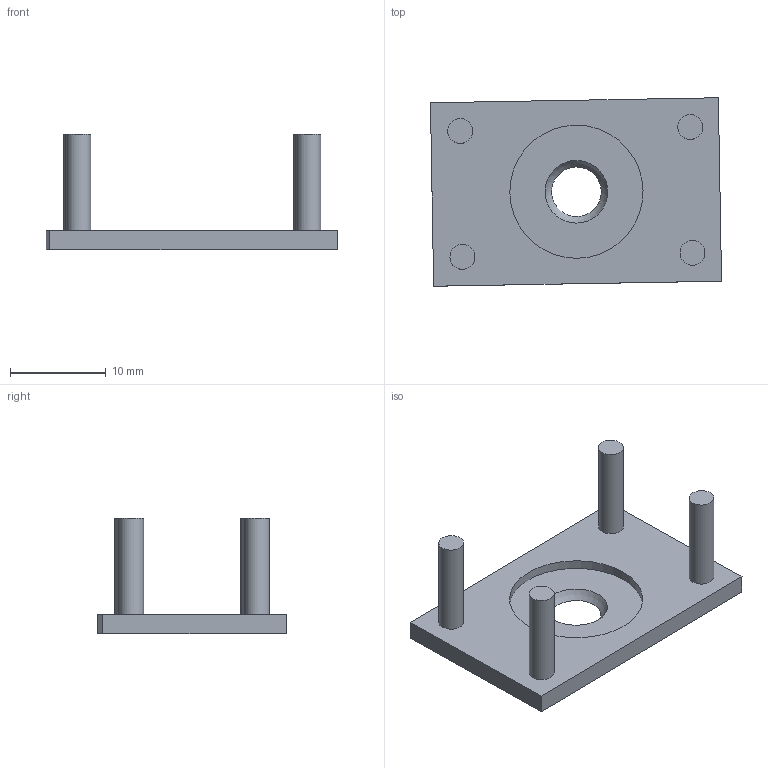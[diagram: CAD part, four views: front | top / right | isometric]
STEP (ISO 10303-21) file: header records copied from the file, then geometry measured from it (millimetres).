
FILE_DESCRIPTION(('FreeCAD Model'),'2;1');
FILE_NAME('Open CASCADE Shape Model','2025-07-24T16:53:30',(''),(''), 'Open CASCADE STEP processor 7.8','FreeCAD','Unknown');
FILE_SCHEMA(('AUTOMOTIVE_DESIGN { 1 0 10303 214 1 1 1 1 }'));
Length unit declared in the file: millimetre
Products named in the file (4): top-stick-print; top-stick; stick-recess; top
Assembly tree (3 placements, depth 3):
  top-stick-print
    top-stick
      stick-recess
      top
Bounding box: 30.38 x 19.67 x 12.1 mm (x, y, z)
Volume: 1188.1 mm3; surface area: 1781.4 mm2
Topology: 2 solids, 2 shells, 19 faces, 33 edges, 22 vertices
Faces by surface type: plane 12, cylinder 6, sphere 1
Full cylindrical faces by diameter (mm): 2.6 x4, 13.9 x1, 14 x1
Entity records: 554 total; most frequent: DIRECTION 90, CARTESIAN_POINT 82, ORIENTED_EDGE 66, AXIS2_PLACEMENT_3D 38, EDGE_CURVE 33, FACE_BOUND 27, EDGE_LOOP 27, VERTEX_POINT 22
